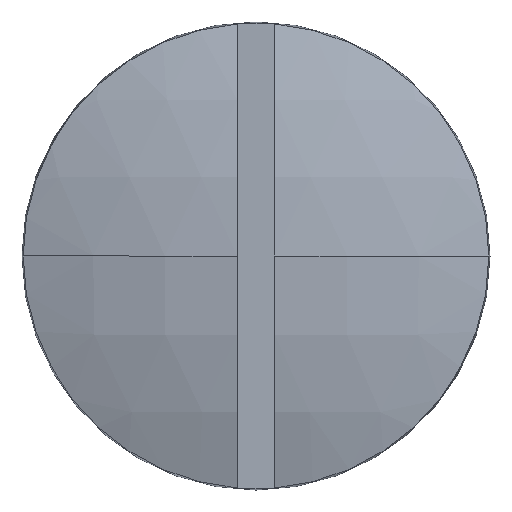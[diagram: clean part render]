
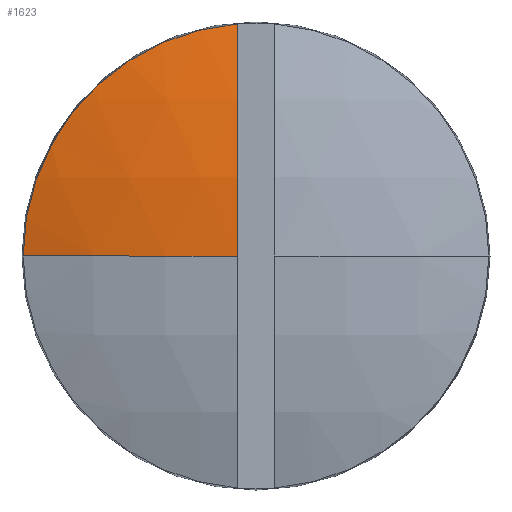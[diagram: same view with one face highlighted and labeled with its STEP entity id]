
A CAD part, left-side view. The second image highlights one B-rep face of the part: STEP entity #1623.
In plain terms, the highlighted spherical face has radius 15.863 mm.
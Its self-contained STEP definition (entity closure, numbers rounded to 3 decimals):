
#63 = DIRECTION ( 'NONE',  ( 0., 1., 0. ) ) ;
#203 = EDGE_CURVE ( 'NONE', #1966, #1805, #425, .T. ) ;
#290 = CARTESIAN_POINT ( 'NONE',  ( 0.8, 4.974, 0. ) ) ;
#292 = EDGE_CURVE ( 'NONE', #1903, #1966, #735, .T. ) ;
#425 = CIRCLE ( 'NONE', #1391, 15.863 ) ;
#464 = DIRECTION ( 'NONE',  ( 0., 0., 1. ) ) ;
#585 = CARTESIAN_POINT ( 'NONE',  ( 0.005, 0.4, 0. ) ) ;
#631 = EDGE_CURVE ( 'NONE', #1805, #1903, #1492, .T. ) ;
#638 = FACE_OUTER_BOUND ( 'NONE', #700, .T. ) ;
#649 = AXIS2_PLACEMENT_3D ( 'NONE', #823, #2091, #2122 ) ;
#700 = EDGE_LOOP ( 'NONE', ( #1587, #1049, #1926 ) ) ;
#735 = CIRCLE ( 'NONE', #836, 4.974 ) ;
#823 = CARTESIAN_POINT ( 'NONE',  ( 15.863, 0., 0. ) ) ;
#836 = AXIS2_PLACEMENT_3D ( 'NONE', #1641, #1430, #1265 ) ;
#913 = DIRECTION ( 'NONE',  ( 0., 0., -1. ) ) ;
#969 = CARTESIAN_POINT ( 'NONE',  ( 15.863, 0., 0. ) ) ;
#1049 = ORIENTED_EDGE ( 'NONE', *, *, #203, .T. ) ;
#1215 = AXIS2_PLACEMENT_3D ( 'NONE', #1728, #63, #913 ) ;
#1233 = CARTESIAN_POINT ( 'NONE',  ( 0.8, 0.4, 4.958 ) ) ;
#1265 = DIRECTION ( 'NONE',  ( 0., 0., 1. ) ) ;
#1391 = AXIS2_PLACEMENT_3D ( 'NONE', #969, #464, #1962 ) ;
#1430 = DIRECTION ( 'NONE',  ( -1., 0., 0. ) ) ;
#1470 = SPHERICAL_SURFACE ( 'NONE', #649, 15.863 ) ;
#1492 = CIRCLE ( 'NONE', #1215, 15.858 ) ;
#1587 = ORIENTED_EDGE ( 'NONE', *, *, #292, .T. ) ;
#1623 = ADVANCED_FACE ( 'NONE', ( #638 ), #1470, .T. ) ;
#1641 = CARTESIAN_POINT ( 'NONE',  ( 0.8, 0., 0. ) ) ;
#1728 = CARTESIAN_POINT ( 'NONE',  ( 15.863, 0.4, 0. ) ) ;
#1805 = VERTEX_POINT ( 'NONE', #585 ) ;
#1903 = VERTEX_POINT ( 'NONE', #1233 ) ;
#1926 = ORIENTED_EDGE ( 'NONE', *, *, #631, .T. ) ;
#1962 = DIRECTION ( 'NONE',  ( 0., -1., 0. ) ) ;
#1966 = VERTEX_POINT ( 'NONE', #290 ) ;
#2091 = DIRECTION ( 'NONE',  ( 0., 0., 1. ) ) ;
#2122 = DIRECTION ( 'NONE',  ( 0., -1., 0. ) ) ;
